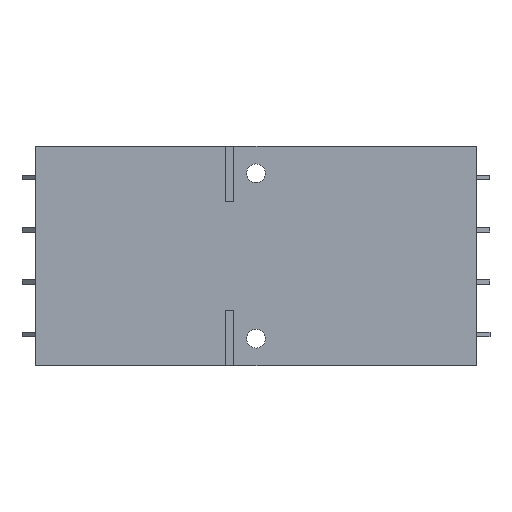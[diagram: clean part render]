
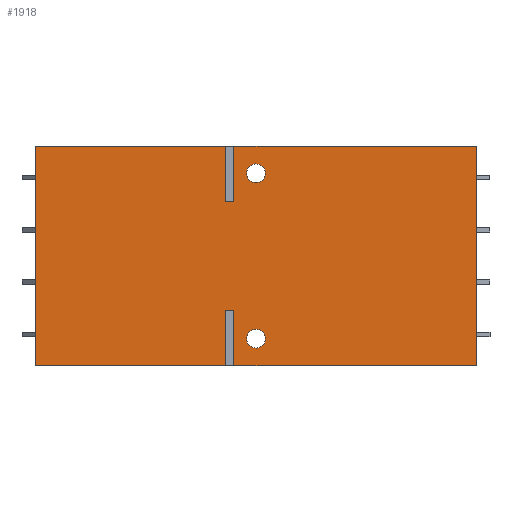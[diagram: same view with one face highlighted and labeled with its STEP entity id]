
A CAD part, front view. The second image highlights one B-rep face of the part: STEP entity #1918.
In plain terms, the highlighted planar face has unit normal (0, -1, 0).
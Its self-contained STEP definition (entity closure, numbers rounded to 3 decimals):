
#1793=CARTESIAN_POINT('',(-40.0,0.,0.0));
#1794=DIRECTION('',(0.0,-1.0,0.0));
#1795=DIRECTION('',(0.0,0.0,-1.0));
#1796=AXIS2_PLACEMENT_3D('',#1793,#1794,#1795);
#1797=PLANE('',#1796);
#1798=CARTESIAN_POINT('',(-5.5,0.,-10.));
#1799=VERTEX_POINT('',#1798);
#1800=CARTESIAN_POINT('',(-5.5,0.,0.));
#1801=VERTEX_POINT('',#1800);
#1802=CARTESIAN_POINT('',(-5.5,0.,-10.));
#1803=DIRECTION('',(0.0,0.0,1.0));
#1804=VECTOR('',#1803,10.);
#1805=LINE('',#1802,#1804);
#1806=EDGE_CURVE('',#1799,#1801,#1805,.T.);
#1807=ORIENTED_EDGE('',*,*,#1806,.T.);
#1808=CARTESIAN_POINT('',(-40.0,0.,0.0));
#1809=VERTEX_POINT('',#1808);
#1810=CARTESIAN_POINT('',(-5.5,0.,0.0));
#1811=DIRECTION('',(-1.0,0.0,0.0));
#1812=VECTOR('',#1811,34.5);
#1813=LINE('',#1810,#1812);
#1814=EDGE_CURVE('',#1801,#1809,#1813,.T.);
#1815=ORIENTED_EDGE('',*,*,#1814,.T.);
#1816=CARTESIAN_POINT('',(-40.0,0.,-39.8));
#1817=VERTEX_POINT('',#1816);
#1818=CARTESIAN_POINT('',(-40.0,0.,0.0));
#1819=DIRECTION('',(0.0,0.0,-1.0));
#1820=VECTOR('',#1819,39.8);
#1821=LINE('',#1818,#1820);
#1822=EDGE_CURVE('',#1809,#1817,#1821,.T.);
#1823=ORIENTED_EDGE('',*,*,#1822,.T.);
#1824=CARTESIAN_POINT('',(-5.5,0.,-39.8));
#1825=VERTEX_POINT('',#1824);
#1826=CARTESIAN_POINT('',(-40.0,0.,-39.8));
#1827=DIRECTION('',(1.0,0.0,0.0));
#1828=VECTOR('',#1827,34.5);
#1829=LINE('',#1826,#1828);
#1830=EDGE_CURVE('',#1817,#1825,#1829,.T.);
#1831=ORIENTED_EDGE('',*,*,#1830,.T.);
#1832=CARTESIAN_POINT('',(-5.5,0.,-29.8));
#1833=VERTEX_POINT('',#1832);
#1834=CARTESIAN_POINT('',(-5.5,0.,-39.8));
#1835=DIRECTION('',(0.0,0.0,1.0));
#1836=VECTOR('',#1835,10.);
#1837=LINE('',#1834,#1836);
#1838=EDGE_CURVE('',#1825,#1833,#1837,.T.);
#1839=ORIENTED_EDGE('',*,*,#1838,.T.);
#1840=CARTESIAN_POINT('',(-4.,0.,-29.8));
#1841=VERTEX_POINT('',#1840);
#1842=CARTESIAN_POINT('',(-5.5,0.,-29.8));
#1843=DIRECTION('',(1.0,0.0,0.0));
#1844=VECTOR('',#1843,1.5);
#1845=LINE('',#1842,#1844);
#1846=EDGE_CURVE('',#1833,#1841,#1845,.T.);
#1847=ORIENTED_EDGE('',*,*,#1846,.T.);
#1848=CARTESIAN_POINT('',(-4.,0.,-39.8));
#1849=VERTEX_POINT('',#1848);
#1850=CARTESIAN_POINT('',(-4.,0.,-29.8));
#1851=DIRECTION('',(0.0,0.0,-1.0));
#1852=VECTOR('',#1851,10.);
#1853=LINE('',#1850,#1852);
#1854=EDGE_CURVE('',#1841,#1849,#1853,.T.);
#1855=ORIENTED_EDGE('',*,*,#1854,.T.);
#1856=CARTESIAN_POINT('',(40.0,0.,-39.8));
#1857=VERTEX_POINT('',#1856);
#1858=CARTESIAN_POINT('',(-4.0,0.,-39.8));
#1859=DIRECTION('',(1.0,0.0,0.0));
#1860=VECTOR('',#1859,44.0);
#1861=LINE('',#1858,#1860);
#1862=EDGE_CURVE('',#1849,#1857,#1861,.T.);
#1863=ORIENTED_EDGE('',*,*,#1862,.T.);
#1864=CARTESIAN_POINT('',(40.0,0.,0.0));
#1865=VERTEX_POINT('',#1864);
#1866=CARTESIAN_POINT('',(40.0,0.,0.0));
#1867=DIRECTION('',(0.0,0.0,-1.0));
#1868=VECTOR('',#1867,39.8);
#1869=LINE('',#1866,#1868);
#1870=EDGE_CURVE('',#1865,#1857,#1869,.T.);
#1871=ORIENTED_EDGE('',*,*,#1870,.F.);
#1872=CARTESIAN_POINT('',(-4.,0.,0.0));
#1873=VERTEX_POINT('',#1872);
#1874=CARTESIAN_POINT('',(40.0,0.,0.0));
#1875=DIRECTION('',(-1.0,0.0,0.0));
#1876=VECTOR('',#1875,44.0);
#1877=LINE('',#1874,#1876);
#1878=EDGE_CURVE('',#1865,#1873,#1877,.T.);
#1879=ORIENTED_EDGE('',*,*,#1878,.T.);
#1880=CARTESIAN_POINT('',(-4.,0.,-10.));
#1881=VERTEX_POINT('',#1880);
#1882=CARTESIAN_POINT('',(-4.,0.,0.0));
#1883=DIRECTION('',(0.0,0.0,-1.0));
#1884=VECTOR('',#1883,10.0);
#1885=LINE('',#1882,#1884);
#1886=EDGE_CURVE('',#1873,#1881,#1885,.T.);
#1887=ORIENTED_EDGE('',*,*,#1886,.T.);
#1888=CARTESIAN_POINT('',(-4.0,0.,-10.));
#1889=DIRECTION('',(-1.0,0.0,0.0));
#1890=VECTOR('',#1889,1.5);
#1891=LINE('',#1888,#1890);
#1892=EDGE_CURVE('',#1881,#1799,#1891,.T.);
#1893=ORIENTED_EDGE('',*,*,#1892,.T.);
#1894=EDGE_LOOP('',(#1807,#1815,#1823,#1831,#1839,#1847,#1855,#1863,#1871,#1879,#1887,#1893));
#1895=FACE_OUTER_BOUND('',#1894,.T.);
#1896=CARTESIAN_POINT('',(-1.7,0.,-34.9));
#1897=VERTEX_POINT('',#1896);
#1898=CARTESIAN_POINT('',(0.,0.,-34.9));
#1899=DIRECTION('',(0.0,1.0,0.0));
#1900=DIRECTION('',(1.0,0.0,0.0));
#1901=AXIS2_PLACEMENT_3D('',#1898,#1899,#1900);
#1902=CIRCLE('',#1901,1.7);
#1903=EDGE_CURVE('',#1897,#1897,#1902,.T.);
#1904=ORIENTED_EDGE('',*,*,#1903,.T.);
#1905=EDGE_LOOP('',(#1904));
#1906=FACE_BOUND('',#1905,.T.);
#1907=CARTESIAN_POINT('',(-1.7,0.,-4.9));
#1908=VERTEX_POINT('',#1907);
#1909=CARTESIAN_POINT('',(0.,0.,-4.9));
#1910=DIRECTION('',(0.0,1.0,0.0));
#1911=DIRECTION('',(1.0,0.0,0.0));
#1912=AXIS2_PLACEMENT_3D('',#1909,#1910,#1911);
#1913=CIRCLE('',#1912,1.7);
#1914=EDGE_CURVE('',#1908,#1908,#1913,.T.);
#1915=ORIENTED_EDGE('',*,*,#1914,.T.);
#1916=EDGE_LOOP('',(#1915));
#1917=FACE_BOUND('',#1916,.T.);
#1918=ADVANCED_FACE('',(#1895,#1906,#1917),#1797,.T.);
